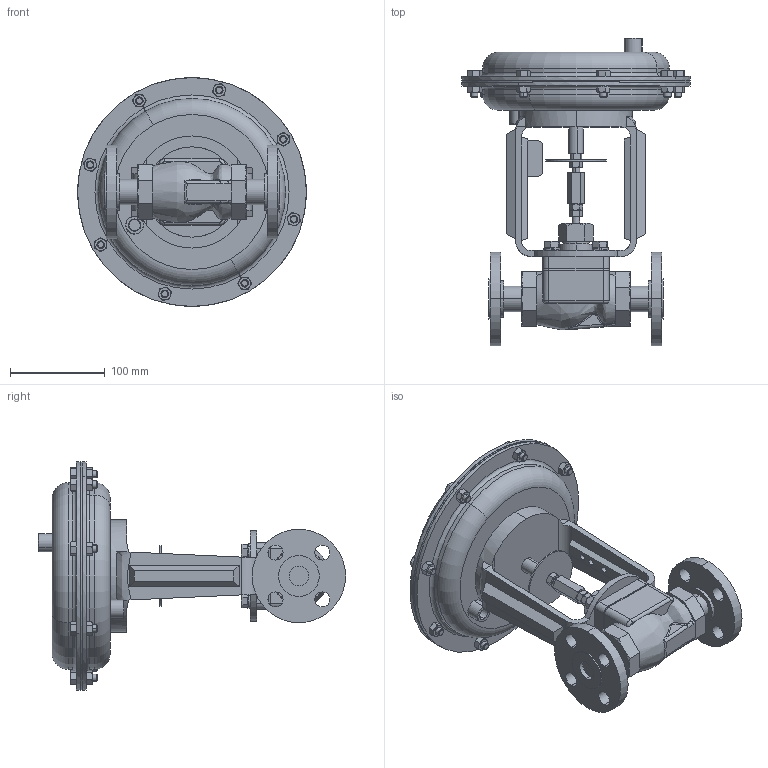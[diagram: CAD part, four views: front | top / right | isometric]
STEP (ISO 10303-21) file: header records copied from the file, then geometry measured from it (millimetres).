
FILE_DESCRIPTION (( 'STEP AP203' ), '1' );
FILE_NAME ('78-075-ALL-F5-35M.STEP', '2017-09-26T14:50:53', ( '' ), ( '' ), 'SwSTEP 2.0', 'SolidWorks 2014', '' );
FILE_SCHEMA (( 'CONFIG_CONTROL_DESIGN' ));
Length unit declared in the file: inch
Products named in the file (1): 78-075-ALL-F5-35M
Bounding box: 241.3 x 323.89 x 241.3 mm (x, y, z)
Volume: 3042958.6 mm3; surface area: 311217.1 mm2
Topology: 6 solids, 6 shells, 782 faces, 1811 edges, 1118 vertices
Faces by surface type: plane 323, cone 256, cylinder 161, bspline 26, torus 16
Entity records: 26042 total; most frequent: CARTESIAN_POINT 9073, ORIENTED_EDGE 3622, DIRECTION 3300, EDGE_CURVE 1811, AXIS2_PLACEMENT_3D 1325, VERTEX_POINT 1118, EDGE_LOOP 885, FACE_OUTER_BOUND 782
